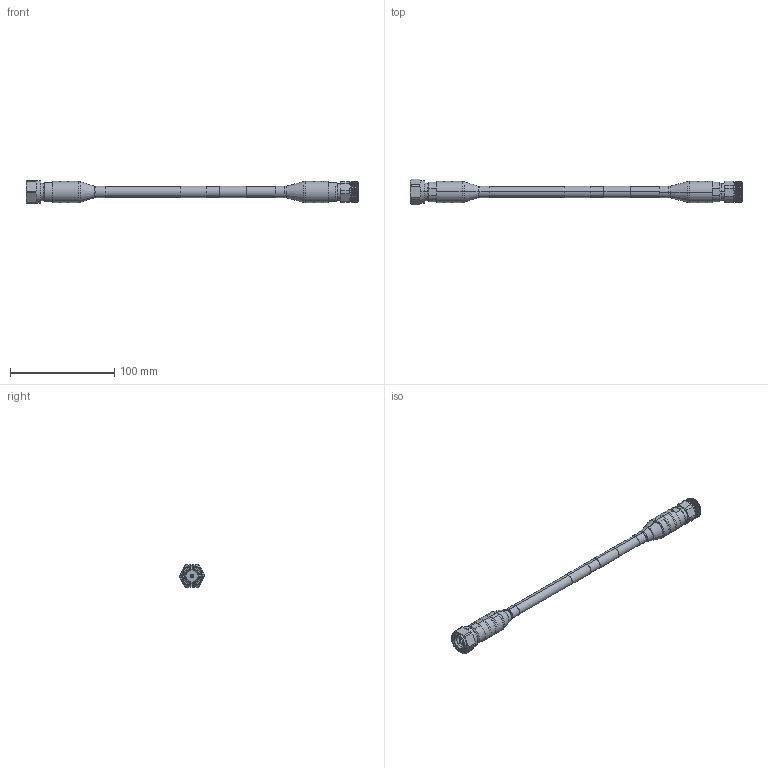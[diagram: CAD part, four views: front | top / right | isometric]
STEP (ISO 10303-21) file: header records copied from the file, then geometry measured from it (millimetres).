
FILE_DESCRIPTION (( 'STEP AP214' ), '1' );
FILE_NAME ('FMCA100111_3D.step', '2024-08-16T20:03:44', ( '' ), ( '' ), 'SwSTEP 2.0', 'SolidWorks 2022', '' );
FILE_SCHEMA (( 'AUTOMOTIVE_DESIGN' ));
Length unit declared in the file: inch
Products named in the file (8): TCP-400-4310MC-LP; TCP-400-4310MC-LP oring^TCP-400-4310MC-LP; Heat Shrink^FMCA100111; TCOM-400^FMCA100111_LABEL+PE PIM; Heat Shrink^FMCA100111_1" Long; TCP-400-NMC-LP; TCP-400-4310MC-LP^TCP-400-4310MC-LP; FMCA100111_3D
Assembly tree (7 placements, depth 3):
  FMCA100111_3D
    TCOM-400^FMCA100111_LABEL+PE PIM
    TCP-400-4310MC-LP
      TCP-400-4310MC-LP^TCP-400-4310MC-LP
      TCP-400-4310MC-LP oring^TCP-400-4310MC-LP
    TCP-400-NMC-LP
    Heat Shrink^FMCA100111_1" Long
    Heat Shrink^FMCA100111
Bounding box: 317.82 x 24.49 x 22 mm (x, y, z)
Volume: 48585.3 mm3; surface area: 31679.8 mm2
Topology: 6 solids, 6 shells, 1130 faces, 2933 edges, 1838 vertices
Faces by surface type: bspline 506, cylinder 419, cone 101, plane 60, torus 44
Entity records: 61057 total; most frequent: CARTESIAN_POINT 40487, ORIENTED_EDGE 5862, EDGE_CURVE 2931, DIRECTION 2539, VERTEX_POINT 1838, EDGE_LOOP 1161, AXIS2_PLACEMENT_3D 1148, ADVANCED_FACE 1130
